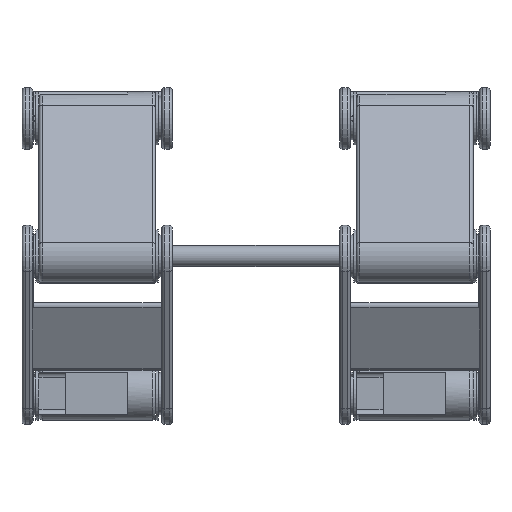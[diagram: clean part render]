
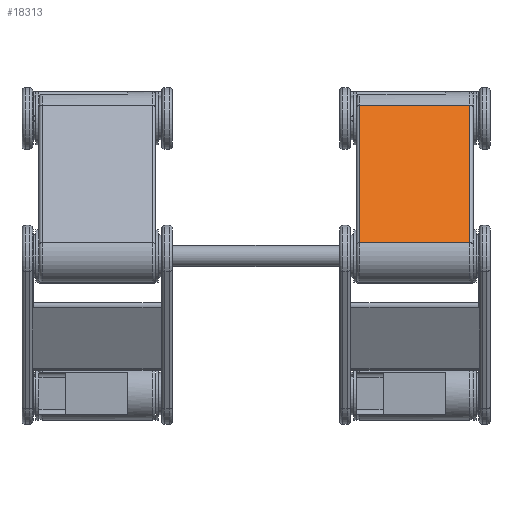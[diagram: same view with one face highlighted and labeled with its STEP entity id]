
A CAD part, front view. The second image highlights one B-rep face of the part: STEP entity #18313.
In plain terms, the highlighted planar face has unit normal (0, -0.866, 0.5).
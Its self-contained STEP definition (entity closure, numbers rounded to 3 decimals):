
#453=PLANE('',#19764);
#1213=FACE_OUTER_BOUND('',#2417,.T.);
#2417=EDGE_LOOP('',(#13098,#13099,#13100,#13101));
#3857=LINE('',#29387,#5159);
#3859=LINE('',#29401,#5161);
#3861=LINE('',#29407,#5163);
#3862=LINE('',#29408,#5164);
#5159=VECTOR('',#23033,10.);
#5161=VECTOR('',#23053,10.);
#5163=VECTOR('',#23059,10.);
#5164=VECTOR('',#23060,10.);
#7959=VERTEX_POINT('',#29384);
#7960=VERTEX_POINT('',#29386);
#7963=VERTEX_POINT('',#29400);
#7965=VERTEX_POINT('',#29406);
#9874=EDGE_CURVE('',#7959,#7960,#3857,.T.);
#9881=EDGE_CURVE('',#7963,#7960,#3859,.T.);
#9884=EDGE_CURVE('',#7965,#7959,#3861,.T.);
#9885=EDGE_CURVE('',#7963,#7965,#3862,.T.);
#13098=ORIENTED_EDGE('',*,*,#9874,.F.);
#13099=ORIENTED_EDGE('',*,*,#9884,.F.);
#13100=ORIENTED_EDGE('',*,*,#9885,.F.);
#13101=ORIENTED_EDGE('',*,*,#9881,.T.);
#18313=ADVANCED_FACE('',(#1213),#453,.T.);
#19764=AXIS2_PLACEMENT_3D('',#29405,#23057,#23058);
#23033=DIRECTION('',(0.,-0.5,-0.866));
#23053=DIRECTION('',(1.,0.,0.));
#23057=DIRECTION('center_axis',(0.,-0.866,0.5));
#23058=DIRECTION('ref_axis',(0.,0.5,0.866));
#23059=DIRECTION('',(1.,0.,0.));
#23060=DIRECTION('',(0.,0.5,0.866));
#29384=CARTESIAN_POINT('',(26.,-48.325,136.154));
#29386=CARTESIAN_POINT('',(26.,-85.825,71.202));
#29387=CARTESIAN_POINT('',(26.,-76.45,87.44));
#29400=CARTESIAN_POINT('',(-26.,-85.825,71.202));
#29401=CARTESIAN_POINT('',(0.,-85.825,71.202));
#29405=CARTESIAN_POINT('Origin',(0.,-85.825,71.202));
#29406=CARTESIAN_POINT('',(-26.,-48.325,136.154));
#29407=CARTESIAN_POINT('',(0.,-48.325,136.154));
#29408=CARTESIAN_POINT('',(-26.,-76.45,87.44));
